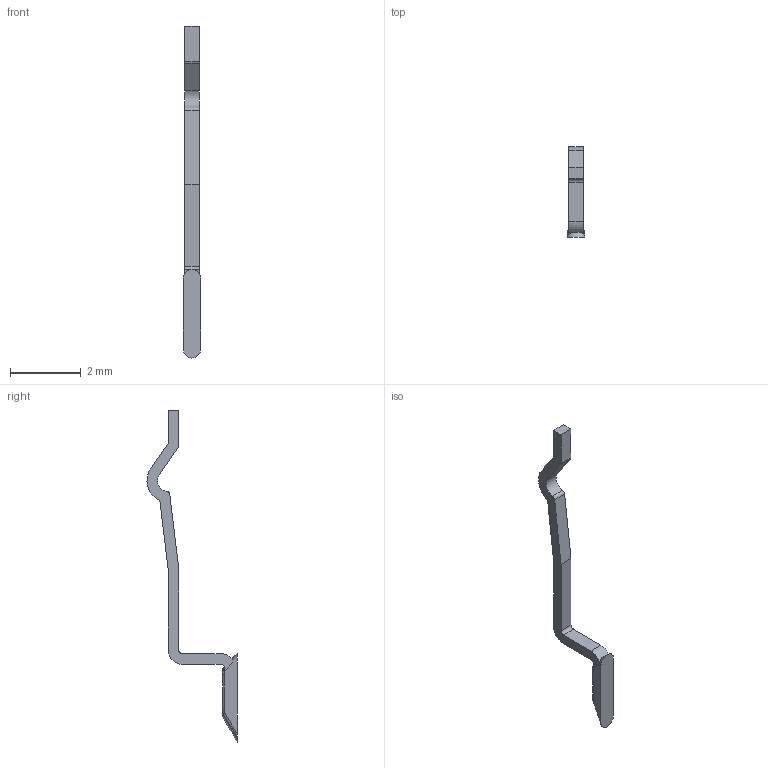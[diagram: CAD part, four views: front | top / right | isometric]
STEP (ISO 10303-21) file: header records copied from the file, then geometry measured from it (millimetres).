
FILE_DESCRIPTION (( 'STEP AP203' ), '1' );
FILE_NAME ('MINI USB CONTACT_Default_sldprt.STEP', '2024-02-04T16:43:13', ( '' ), ( '' ), 'SwSTEP 2.0', 'SolidWorks 2023', '' );
FILE_SCHEMA (( 'CONFIG_CONTROL_DESIGN' ));
Length unit declared in the file: millimetre
Products named in the file (1): MINI USB CONTACT_Default_sldprt
Bounding box: 0.5 x 2.55 x 9.4 mm (x, y, z)
Volume: 1.4 mm3; surface area: 16.2 mm2
Topology: 1 solids, 1 shells, 31 faces, 88 edges, 60 vertices
Faces by surface type: plane 17, cylinder 8, bspline 6
Entity records: 1477 total; most frequent: CARTESIAN_POINT 626, ORIENTED_EDGE 176, DIRECTION 142, EDGE_CURVE 88, VERTEX_POINT 60, AXIS2_PLACEMENT_3D 48, LINE 46, VECTOR 46
